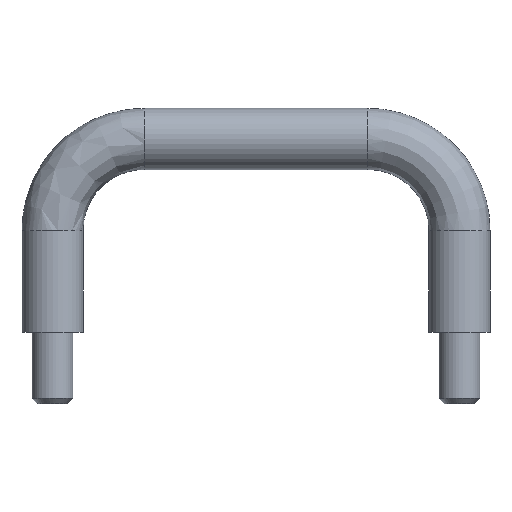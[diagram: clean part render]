
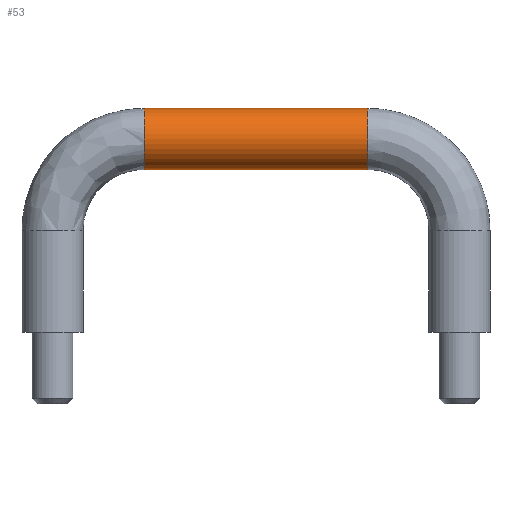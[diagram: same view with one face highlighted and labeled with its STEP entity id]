
A CAD part, front view. The second image highlights one B-rep face of the part: STEP entity #53.
In plain terms, the highlighted cylindrical face has radius 3 mm (diameter 6 mm), a partial arc.
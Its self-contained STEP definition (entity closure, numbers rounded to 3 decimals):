
#53=ADVANCED_FACE('',(#195),#194,.T.);
#194=CYLINDRICAL_SURFACE('',#456,3.);
#195=FACE_OUTER_BOUND('',#457,.T.);
#453=CARTESIAN_POINT('',(0.,0.,3.));
#454=DIRECTION('',(-1.,0.,0.));
#455=DIRECTION('',(0.,0.,1.));
#456=AXIS2_PLACEMENT_3D('',#453,#454,#455);
#457=EDGE_LOOP('',(#600,#601,#602,#603));
#600=ORIENTED_EDGE('',*,*,#642,.F.);
#601=ORIENTED_EDGE('',*,*,#663,.T.);
#602=ORIENTED_EDGE('',*,*,#665,.T.);
#603=ORIENTED_EDGE('',*,*,#664,.F.);
#642=EDGE_CURVE('',#720,#721,#722,.T.);
#663=EDGE_CURVE('',#720,#853,#860,.T.);
#664=EDGE_CURVE('',#721,#852,#866,.T.);
#665=EDGE_CURVE('',#853,#852,#872,.T.);
#720=VERTEX_POINT('',#984);
#721=VERTEX_POINT('',#985);
#722=CIRCLE('',#989,3.);
#852=VERTEX_POINT('',#1065);
#853=VERTEX_POINT('',#1066);
#860=(BOUNDED_CURVE() B_SPLINE_CURVE(1,(#1071,#1072),.UNSPECIFIED.,.F.,.F.) B_SPLINE_CURVE_WITH_KNOTS((2,2),(0.083,0.917),.UNSPECIFIED.) CURVE() GEOMETRIC_REPRESENTATION_ITEM() RATIONAL_B_SPLINE_CURVE((1.,1.)) REPRESENTATION_ITEM('') );
#866=(BOUNDED_CURVE() B_SPLINE_CURVE(1,(#1073,#1074),.UNSPECIFIED.,.F.,.F.) B_SPLINE_CURVE_WITH_KNOTS((2,2),(0.083,0.917),.UNSPECIFIED.) CURVE() GEOMETRIC_REPRESENTATION_ITEM() RATIONAL_B_SPLINE_CURVE((0.75,0.75)) REPRESENTATION_ITEM('') );
#872=CIRCLE('',#1078,3.);
#984=CARTESIAN_POINT('',(11.,0.,6.));
#985=CARTESIAN_POINT('',(11.,0.,0.));
#986=CARTESIAN_POINT('',(11.,0.,3.));
#987=DIRECTION('',(1.,0.,0.));
#988=DIRECTION('',(0.,0.,-1.));
#989=AXIS2_PLACEMENT_3D('',#986,#987,#988);
#1065=CARTESIAN_POINT('',(-11.,0.,0.));
#1066=CARTESIAN_POINT('',(-11.,0.,6.));
#1071=CARTESIAN_POINT('',(11.,0.,6.));
#1072=CARTESIAN_POINT('',(-11.,0.,6.));
#1073=CARTESIAN_POINT('',(11.,0.,0.));
#1074=CARTESIAN_POINT('',(-11.,0.,0.));
#1075=CARTESIAN_POINT('',(-11.,0.,3.));
#1076=DIRECTION('',(1.,0.,0.));
#1077=DIRECTION('',(0.,0.,1.));
#1078=AXIS2_PLACEMENT_3D('',#1075,#1076,#1077);
